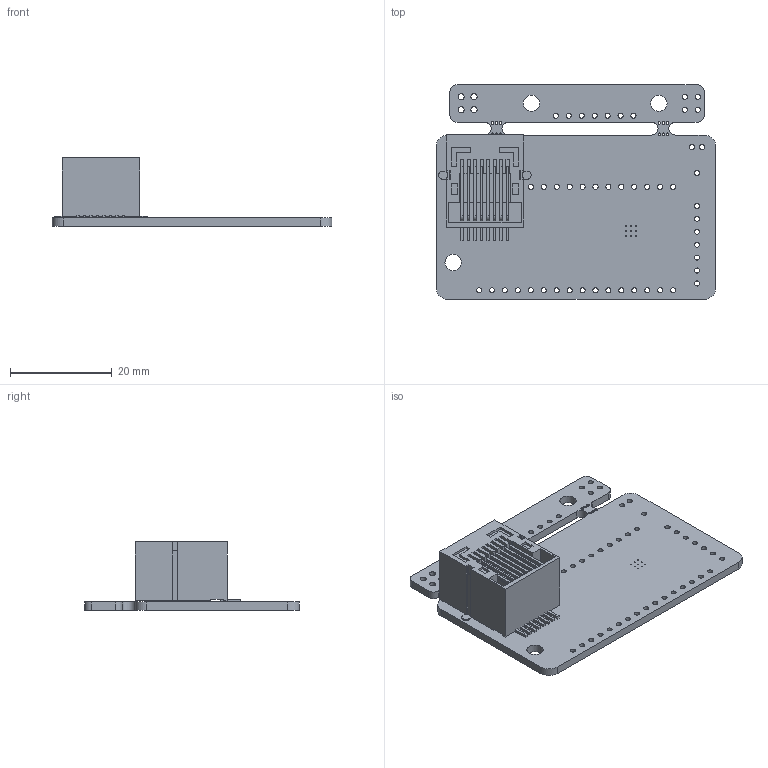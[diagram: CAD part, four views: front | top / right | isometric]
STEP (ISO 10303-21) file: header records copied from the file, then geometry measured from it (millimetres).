
FILE_DESCRIPTION(('KiCad electronic assembly'),'2;1');
FILE_NAME('syringe_board.step','2021-03-17T16:06:36',('Pcbnew'),('Kicad' ),'Open CASCADE STEP processor 7.5','KiCad to STEP converter', 'Unknown');
FILE_SCHEMA(('AUTOMOTIVE_DESIGN { 1 0 10303 214 1 1 1 1 }'));
Length unit declared in the file: millimetre
Products named in the file (4): syringe_board 1; RJ45_smd_horizontal; SOLID; COMPOUND
Assembly tree (3 placements, depth 3):
  syringe_board 1
    RJ45_smd_horizontal
      SOLID
    COMPOUND
Bounding box: 54.9 x 42.16 x 13.4 mm (x, y, z)
Volume: 4572.8 mm3; surface area: 7221.4 mm2
Topology: 2 solids, 2 shells, 380 faces, 1091 edges, 722 vertices
Faces by surface type: bspline 277, cylinder 89, plane 14
Full cylindrical faces by diameter (mm): 0.2 x9, 0.5 x12, 0.991 x3, 1 x46, 1.2 x4, 3.2 x3
Entity records: 27187 total; most frequent: CARTESIAN_POINT 8934, B_SPLINE_CURVE_WITH_KNOTS 2260, ORIENTED_EDGE 2182, PCURVE 2182, DEFINITIONAL_REPRESENTATION 2182, DIRECTION 1123, EDGE_CURVE 1091, SURFACE_CURVE 1014
